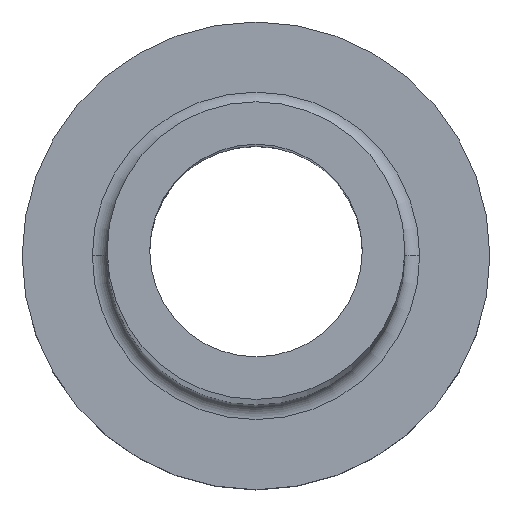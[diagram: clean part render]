
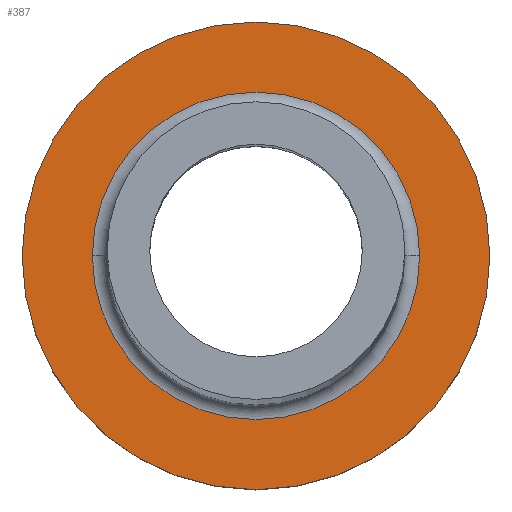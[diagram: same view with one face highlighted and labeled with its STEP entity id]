
A CAD part, top view. The second image highlights one B-rep face of the part: STEP entity #387.
In plain terms, the highlighted planar face has unit normal (0, 0, 1).
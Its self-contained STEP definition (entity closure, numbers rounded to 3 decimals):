
#8 = DIRECTION ( 'NONE',  ( 0., 0., 1. ) ) ;
#22 = EDGE_LOOP ( 'NONE', ( #34, #371 ) ) ;
#32 = EDGE_CURVE ( 'NONE', #248, #166, #355, .T. ) ;
#34 = ORIENTED_EDGE ( 'NONE', *, *, #177, .T. ) ;
#64 = CARTESIAN_POINT ( 'NONE',  ( 0., 0., 7. ) ) ;
#66 = CARTESIAN_POINT ( 'NONE',  ( 0., 0., 7. ) ) ;
#81 = VERTEX_POINT ( 'NONE', #189 ) ;
#85 = EDGE_LOOP ( 'NONE', ( #406, #330 ) ) ;
#103 = AXIS2_PLACEMENT_3D ( 'NONE', #66, #135, #270 ) ;
#133 = AXIS2_PLACEMENT_3D ( 'NONE', #264, #413, #296 ) ;
#134 = CARTESIAN_POINT ( 'NONE',  ( 7.7, 0., 7. ) ) ;
#135 = DIRECTION ( 'NONE',  ( 0., 0., -1. ) ) ;
#166 = VERTEX_POINT ( 'NONE', #134 ) ;
#177 = EDGE_CURVE ( 'NONE', #262, #81, #383, .T. ) ;
#189 = CARTESIAN_POINT ( 'NONE',  ( 11., 0., 7. ) ) ;
#202 = EDGE_CURVE ( 'NONE', #166, #248, #282, .T. ) ;
#217 = AXIS2_PLACEMENT_3D ( 'NONE', #317, #8, #281 ) ;
#239 = DIRECTION ( 'NONE',  ( 0., 0., 1. ) ) ;
#246 = AXIS2_PLACEMENT_3D ( 'NONE', #64, #239, #427 ) ;
#248 = VERTEX_POINT ( 'NONE', #461 ) ;
#262 = VERTEX_POINT ( 'NONE', #402 ) ;
#264 = CARTESIAN_POINT ( 'NONE',  ( 0., 0., 7. ) ) ;
#266 = AXIS2_PLACEMENT_3D ( 'NONE', #304, #450, #375 ) ;
#267 = FACE_BOUND ( 'NONE', #85, .T. ) ;
#270 = DIRECTION ( 'NONE',  ( 1., 0., 0. ) ) ;
#281 = DIRECTION ( 'NONE',  ( 1., 0., 0. ) ) ;
#282 = CIRCLE ( 'NONE', #103, 7.7 ) ;
#296 = DIRECTION ( 'NONE',  ( 1., 0., 0. ) ) ;
#298 = PLANE ( 'NONE',  #133 ) ;
#304 = CARTESIAN_POINT ( 'NONE',  ( 0., 0., 7. ) ) ;
#309 = EDGE_CURVE ( 'NONE', #81, #262, #429, .T. ) ;
#317 = CARTESIAN_POINT ( 'NONE',  ( 0., 0., 7. ) ) ;
#330 = ORIENTED_EDGE ( 'NONE', *, *, #32, .T. ) ;
#355 = CIRCLE ( 'NONE', #266, 7.7 ) ;
#371 = ORIENTED_EDGE ( 'NONE', *, *, #309, .T. ) ;
#375 = DIRECTION ( 'NONE',  ( 1., 0., 0. ) ) ;
#383 = CIRCLE ( 'NONE', #246, 11. ) ;
#387 = ADVANCED_FACE ( 'NONE', ( #267, #449 ), #298, .T. ) ;
#402 = CARTESIAN_POINT ( 'NONE',  ( -11., 0., 7. ) ) ;
#406 = ORIENTED_EDGE ( 'NONE', *, *, #202, .T. ) ;
#413 = DIRECTION ( 'NONE',  ( 0., 0., 1. ) ) ;
#427 = DIRECTION ( 'NONE',  ( 1., 0., 0. ) ) ;
#429 = CIRCLE ( 'NONE', #217, 11. ) ;
#449 = FACE_OUTER_BOUND ( 'NONE', #22, .T. ) ;
#450 = DIRECTION ( 'NONE',  ( 0., 0., -1. ) ) ;
#461 = CARTESIAN_POINT ( 'NONE',  ( -7.7, 0., 7. ) ) ;
